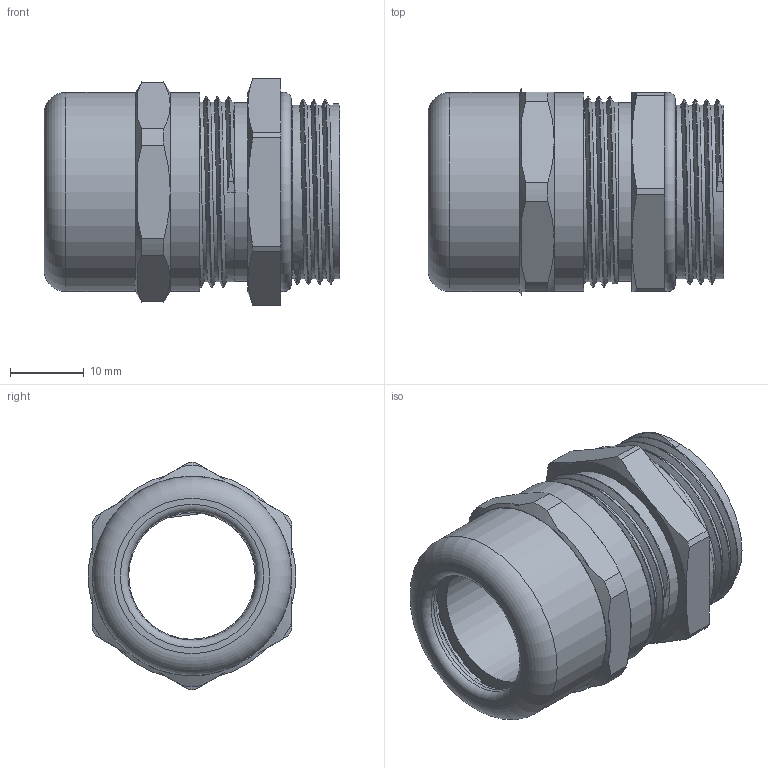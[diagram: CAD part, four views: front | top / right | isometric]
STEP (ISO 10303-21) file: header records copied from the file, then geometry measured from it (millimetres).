
FILE_DESCRIPTION(/* description */ ('Euro-Top M 25 Stutzen'),/* implementation_level */ '2;1');
FILE_NAME(/* name */ '90084525-RST.stp',/* time_stamp */ '2016-08-09T11:53:43+02:00',/* author */ ('SL'),/* organization */ (''),/* preprocessor_version */ 'ST-DEVELOPER v15.2',/* originating_system */ 'Autodesk Inventor 2014',/* authorisation */ '');
FILE_SCHEMA (('AUTOMOTIVE_DESIGN { 1 0 10303 214 3 1 1 }'));
Length unit declared in the file: millimetre
Products named in the file (6): Euro-Top-02-BT-0004-90084525; Euro-Top-02-BT-0005-90084525; Euro-Top-02-BT-0001-90084525; Euro-Top-02-BT-0003-90084525; Euro-Top-02-BT-0002-90084525; Euro-Top-02-BG-0001-90084525
Assembly tree (5 placements, depth 2):
  Euro-Top-02-BG-0001-90084525
    Euro-Top-02-BT-0004-90084525
    Euro-Top-02-BT-0005-90084525
    Euro-Top-02-BT-0001-90084525
    Euro-Top-02-BT-0003-90084525
    Euro-Top-02-BT-0002-90084525
Bounding box: 40 x 28.05 x 30.7 mm (x, y, z)
Volume: 8250.4 mm3; surface area: 14070.3 mm2
Topology: 5 solids, 5 shells, 537 faces, 1315 edges, 796 vertices
Faces by surface type: cylinder 161, plane 136, bspline 114, torus 86, cone 40
Full cylindrical faces by diameter (mm): 17.1 x1, 17.37 x1, 17.74 x2, 17.85 x1, 18.1 x4, 20.52 x1, 20.6 x1, 20.68 x1, 20.73 x1, 22.68 x1, 23.09 x1, 23.81 x1, 24.09 x1, 24.6 x9, 26.122 x9, 26.9 x2
Entity records: 26099 total; most frequent: CARTESIAN_POINT 14733, ORIENTED_EDGE 2412, DIRECTION 2248, EDGE_CURVE 1206, AXIS2_PLACEMENT_3D 965, VERTEX_POINT 749, EDGE_LOOP 581, CIRCLE 549
